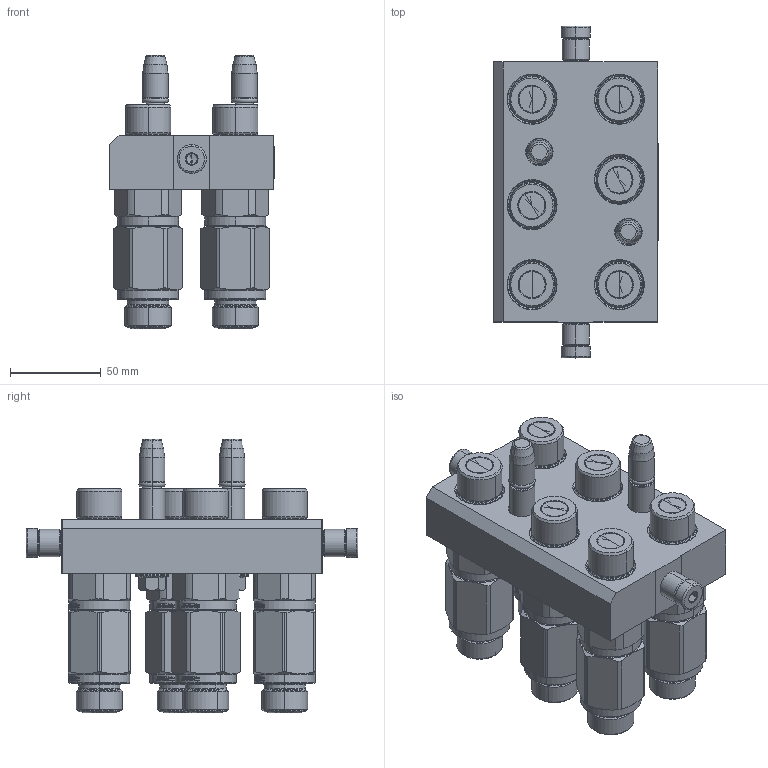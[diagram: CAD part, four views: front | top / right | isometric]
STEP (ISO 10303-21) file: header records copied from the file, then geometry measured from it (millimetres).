
FILE_DESCRIPTION (( 'STEP AP214' ), '1' );
FILE_NAME ('FASTER.step', '2021-08-11T19:30:59', ( '' ), ( '' ), 'SwSTEP 2.0', 'SolidWorks 2017', '' );
FILE_SCHEMA (( 'AUTOMOTIVE_DESIGN' ));
Length unit declared in the file: millimetre
Products named in the file (11): 4830_013_3000_030; 4830_021_0000_000; P608_M_BASE; FASTER; 1540_080_0008_000; 4850_010_0000_010; or2_62x9_19_m; 4830_028_1000_011; et002; 3ffnp1211_58sm
Assembly tree (20 placements, depth 3):
  FASTER
    P608_M_BASE
      4850_010_0000_010
      4830_021_0000_000  x2
      4830_013_3000_030  x2
      4830_028_1000_011  x2
      1540_080_0008_000  x2
      or2_62x9_19_m  x2
    3ffnp1211_58sm  x6
      3ffnp1211_58sm
    et002
Bounding box: 90.3 x 182.6 x 150.31 mm (x, y, z)
Volume: 2873.9 mm3; surface area: 179311.4 mm2
Topology: 5 solids, 82 shells, 3063 faces, 9197 edges, 6072 vertices
Faces by surface type: plane 1686, cylinder 503, cone 474, torus 212, bspline 188
Entity records: 57560 total; most frequent: CARTESIAN_POINT 14423, ORIENTED_EDGE 8262, DIRECTION 7627, EDGE_CURVE 4319, VECTOR 3151, LINE 3151, VERTEX_POINT 2838, AXIS2_PLACEMENT_3D 2238
